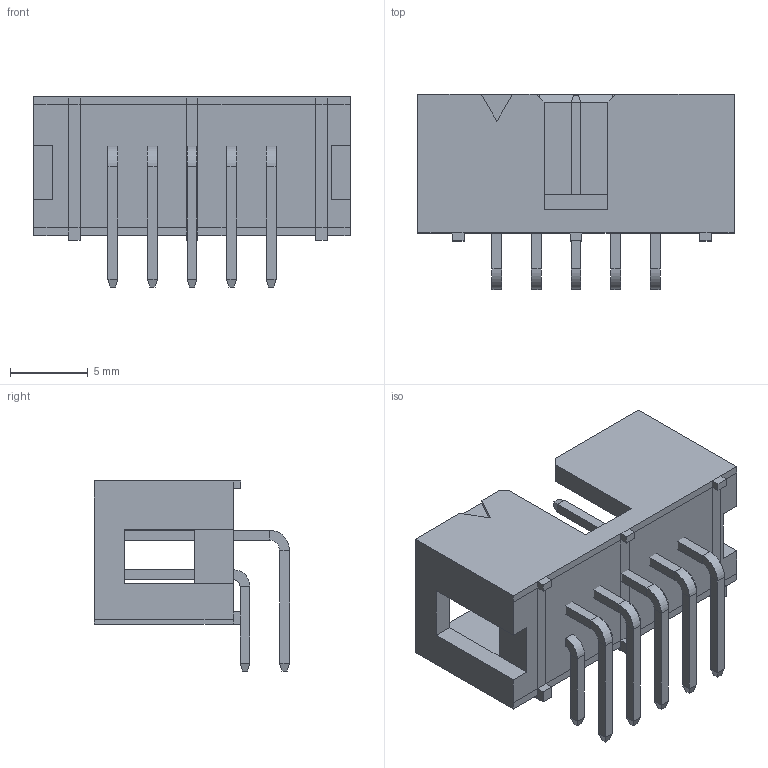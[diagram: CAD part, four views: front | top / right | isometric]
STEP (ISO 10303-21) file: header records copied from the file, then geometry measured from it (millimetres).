
FILE_DESCRIPTION(('FreeCAD Model'),'2;1');
FILE_NAME('09185107323.step','2020-05-04T21:40:03',('Author'),('') ,'Open CASCADE STEP processor 7.4','FreeCAD','Unknown');
FILE_SCHEMA(('AUTOMOTIVE_DESIGN { 1 0 10303 214 1 1 1 1 }'));
Length unit declared in the file: millimetre
Products named in the file (3): 09185XXY323; body; pins
Assembly tree (2 placements, depth 2):
  09185XXY323
    body
    pins
Bounding box: 20.3 x 12.52 x 12.2 mm (x, y, z)
Volume: 861.7 mm3; surface area: 1597.5 mm2
Topology: 11 solids, 11 shells, 313 faces, 665 edges, 370 vertices
Faces by surface type: plane 293, cylinder 20
Entity records: 8117 total; most frequent: CARTESIAN_POINT 1351, DIRECTION 1337, ORIENTED_EDGE 1330, EDGE_CURVE 665, LINE 625, VECTOR 625, VERTEX_POINT 370, AXIS2_PLACEMENT_3D 356
